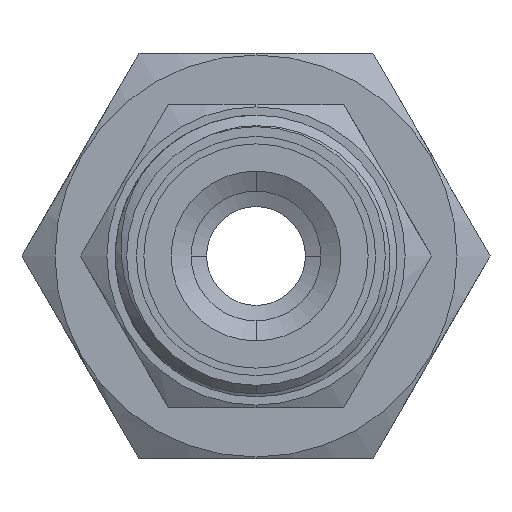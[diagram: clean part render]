
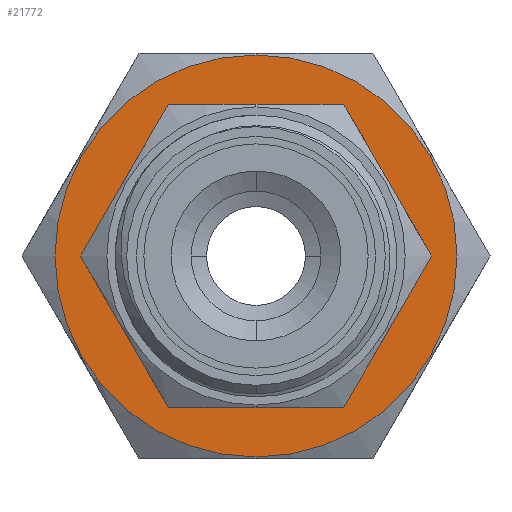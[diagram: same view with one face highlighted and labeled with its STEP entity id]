
A CAD part, left-side view. The second image highlights one B-rep face of the part: STEP entity #21772.
In plain terms, the highlighted planar face has unit normal (-1, 0, 0).
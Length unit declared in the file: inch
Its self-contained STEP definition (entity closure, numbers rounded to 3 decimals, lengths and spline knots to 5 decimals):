
#330 = CIRCLE ( 'NONE', #10667, 0.62 ) ;
#370 = CARTESIAN_POINT ( 'NONE',  ( -1.118, 0.3485, 0. ) ) ;
#887 = VERTEX_POINT ( 'NONE', #25697 ) ;
#1580 = VERTEX_POINT ( 'NONE', #34358 ) ;
#1989 = FACE_BOUND ( 'NONE', #25100, .T. ) ;
#2698 = ORIENTED_EDGE ( 'NONE', *, *, #16588, .F. ) ;
#3006 = CARTESIAN_POINT ( 'NONE',  ( -1.118, 0., 0. ) ) ;
#5613 = EDGE_CURVE ( 'NONE', #8361, #6358, #11451, .T. ) ;
#6358 = VERTEX_POINT ( 'NONE', #8920 ) ;
#7606 = CARTESIAN_POINT ( 'NONE',  ( -1.118, 0., 0. ) ) ;
#8361 = VERTEX_POINT ( 'NONE', #28340 ) ;
#8920 = CARTESIAN_POINT ( 'NONE',  ( -1.118, 0., -0.3485 ) ) ;
#9429 = DIRECTION ( 'NONE',  ( 0., 0., -1. ) ) ;
#10473 = DIRECTION ( 'NONE',  ( 1., 0., 0. ) ) ;
#10667 = AXIS2_PLACEMENT_3D ( 'NONE', #35158, #20996, #9429 ) ;
#11451 = CIRCLE ( 'NONE', #25248, 0.3485 ) ;
#13748 = ORIENTED_EDGE ( 'NONE', *, *, #25623, .T. ) ;
#14358 = PLANE ( 'NONE',  #16893 ) ;
#16059 = FACE_OUTER_BOUND ( 'NONE', #35759, .T. ) ;
#16194 = DIRECTION ( 'NONE',  ( -1., 0., 0. ) ) ;
#16241 = DIRECTION ( 'NONE',  ( 0., 0., -1. ) ) ;
#16358 = ORIENTED_EDGE ( 'NONE', *, *, #5613, .T. ) ;
#16588 = EDGE_CURVE ( 'NONE', #887, #1580, #330, .T. ) ;
#16893 = AXIS2_PLACEMENT_3D ( 'NONE', #370, #16194, #30230 ) ;
#17260 = DIRECTION ( 'NONE',  ( 0., 0., -1. ) ) ;
#18024 = ORIENTED_EDGE ( 'NONE', *, *, #31216, .F. ) ;
#18311 = DIRECTION ( 'NONE',  ( 0., 0., -1. ) ) ;
#20339 = CARTESIAN_POINT ( 'NONE',  ( -1.118, 0., 0. ) ) ;
#20996 = DIRECTION ( 'NONE',  ( 1., 0., 0. ) ) ;
#21600 = CIRCLE ( 'NONE', #25703, 0.3485 ) ;
#21772 = ADVANCED_FACE ( 'NONE', ( #1989, #16059 ), #14358, .T. ) ;
#25100 = EDGE_LOOP ( 'NONE', ( #13748, #16358 ) ) ;
#25248 = AXIS2_PLACEMENT_3D ( 'NONE', #7606, #10473, #16241 ) ;
#25623 = EDGE_CURVE ( 'NONE', #6358, #8361, #21600, .T. ) ;
#25697 = CARTESIAN_POINT ( 'NONE',  ( -1.118, 0., -0.62 ) ) ;
#25703 = AXIS2_PLACEMENT_3D ( 'NONE', #3006, #29391, #18311 ) ;
#25967 = AXIS2_PLACEMENT_3D ( 'NONE', #20339, #34279, #17260 ) ;
#28340 = CARTESIAN_POINT ( 'NONE',  ( -1.118, 0., 0.3485 ) ) ;
#29057 = CIRCLE ( 'NONE', #25967, 0.62 ) ;
#29391 = DIRECTION ( 'NONE',  ( 1., 0., 0. ) ) ;
#30230 = DIRECTION ( 'NONE',  ( 0., 0., 1. ) ) ;
#31216 = EDGE_CURVE ( 'NONE', #1580, #887, #29057, .T. ) ;
#34279 = DIRECTION ( 'NONE',  ( 1., 0., 0. ) ) ;
#34358 = CARTESIAN_POINT ( 'NONE',  ( -1.118, 0., 0.62 ) ) ;
#35158 = CARTESIAN_POINT ( 'NONE',  ( -1.118, 0., 0. ) ) ;
#35759 = EDGE_LOOP ( 'NONE', ( #2698, #18024 ) ) ;
